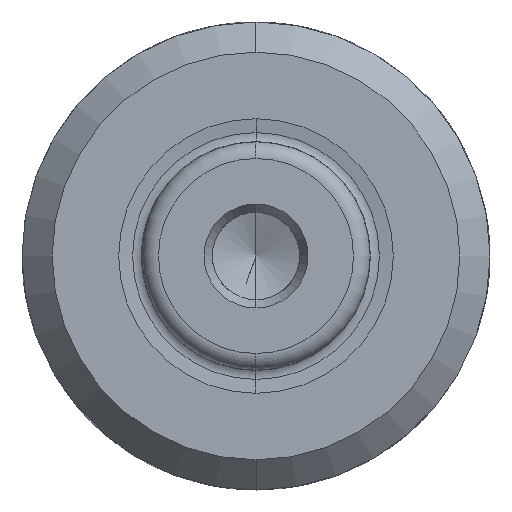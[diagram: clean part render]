
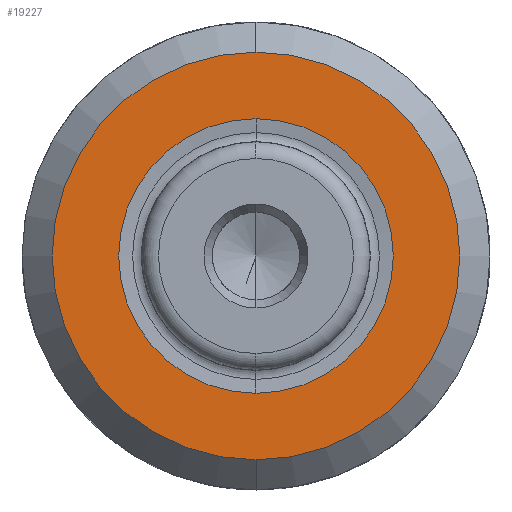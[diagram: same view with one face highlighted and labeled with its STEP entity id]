
A CAD part, left-side view. The second image highlights one B-rep face of the part: STEP entity #19227.
In plain terms, the highlighted planar face has unit normal (-1, 0, 0).
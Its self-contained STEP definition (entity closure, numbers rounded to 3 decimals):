
#35 = DIRECTION ( 'NONE',  ( -1., 0., 0. ) ) ;
#260 = CARTESIAN_POINT ( 'NONE',  ( -42.5, 6.603, 0. ) ) ;
#575 = DIRECTION ( 'NONE',  ( -1., 0., 0. ) ) ;
#1213 = DIRECTION ( 'NONE',  ( -1., 0., 0. ) ) ;
#2076 = CARTESIAN_POINT ( 'NONE',  ( -42.5, 0., -6.603 ) ) ;
#2080 = PLANE ( 'NONE',  #18940 ) ;
#2118 = VERTEX_POINT ( 'NONE', #2076 ) ;
#3219 = ORIENTED_EDGE ( 'NONE', *, *, #7127, .F. ) ;
#3739 = CARTESIAN_POINT ( 'NONE',  ( -42.5, 0., 0. ) ) ;
#5191 = ORIENTED_EDGE ( 'NONE', *, *, #17395, .T. ) ;
#5601 = EDGE_CURVE ( 'NONE', #10610, #8599, #10462, .T. ) ;
#5733 = CIRCLE ( 'NONE', #23632, 6.603 ) ;
#5871 = DIRECTION ( 'NONE',  ( 1., 0., 0. ) ) ;
#5960 = DIRECTION ( 'NONE',  ( 0., 0., -1. ) ) ;
#6456 = DIRECTION ( 'NONE',  ( -1., 0., 0. ) ) ;
#7127 = EDGE_CURVE ( 'NONE', #2118, #9051, #14187, .T. ) ;
#8223 = DIRECTION ( 'NONE',  ( 0., 0., 1. ) ) ;
#8599 = VERTEX_POINT ( 'NONE', #23548 ) ;
#9051 = VERTEX_POINT ( 'NONE', #13446 ) ;
#10159 = FACE_OUTER_BOUND ( 'NONE', #22934, .T. ) ;
#10462 = CIRCLE ( 'NONE', #18123, 9.8 ) ;
#10560 = DIRECTION ( 'NONE',  ( 0., 0., 1. ) ) ;
#10610 = VERTEX_POINT ( 'NONE', #16663 ) ;
#11044 = EDGE_LOOP ( 'NONE', ( #18987, #3219 ) ) ;
#12143 = AXIS2_PLACEMENT_3D ( 'NONE', #13609, #575, #15362 ) ;
#12234 = CARTESIAN_POINT ( 'NONE',  ( -42.5, 0., 0. ) ) ;
#13446 = CARTESIAN_POINT ( 'NONE',  ( -42.5, 0., 6.603 ) ) ;
#13609 = CARTESIAN_POINT ( 'NONE',  ( -42.5, 0., 0. ) ) ;
#14187 = CIRCLE ( 'NONE', #23061, 6.603 ) ;
#14406 = EDGE_CURVE ( 'NONE', #9051, #2118, #5733, .T. ) ;
#15362 = DIRECTION ( 'NONE',  ( 0., 0., 1. ) ) ;
#16554 = CIRCLE ( 'NONE', #12143, 9.8 ) ;
#16663 = CARTESIAN_POINT ( 'NONE',  ( -42.5, 0., 9.8 ) ) ;
#17395 = EDGE_CURVE ( 'NONE', #8599, #10610, #16554, .T. ) ;
#18123 = AXIS2_PLACEMENT_3D ( 'NONE', #12234, #1213, #21365 ) ;
#18940 = AXIS2_PLACEMENT_3D ( 'NONE', #260, #5871, #5960 ) ;
#18987 = ORIENTED_EDGE ( 'NONE', *, *, #14406, .F. ) ;
#19227 = ADVANCED_FACE ( 'NONE', ( #23080, #10159 ), #2080, .F. ) ;
#21365 = DIRECTION ( 'NONE',  ( 0., 0., 1. ) ) ;
#21800 = ORIENTED_EDGE ( 'NONE', *, *, #5601, .T. ) ;
#22889 = CARTESIAN_POINT ( 'NONE',  ( -42.5, 0., 0. ) ) ;
#22934 = EDGE_LOOP ( 'NONE', ( #5191, #21800 ) ) ;
#23061 = AXIS2_PLACEMENT_3D ( 'NONE', #3739, #35, #10560 ) ;
#23080 = FACE_BOUND ( 'NONE', #11044, .T. ) ;
#23548 = CARTESIAN_POINT ( 'NONE',  ( -42.5, 0., -9.8 ) ) ;
#23632 = AXIS2_PLACEMENT_3D ( 'NONE', #22889, #6456, #8223 ) ;
